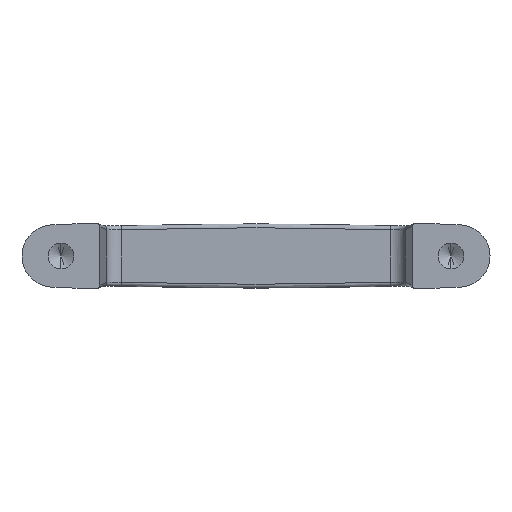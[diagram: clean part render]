
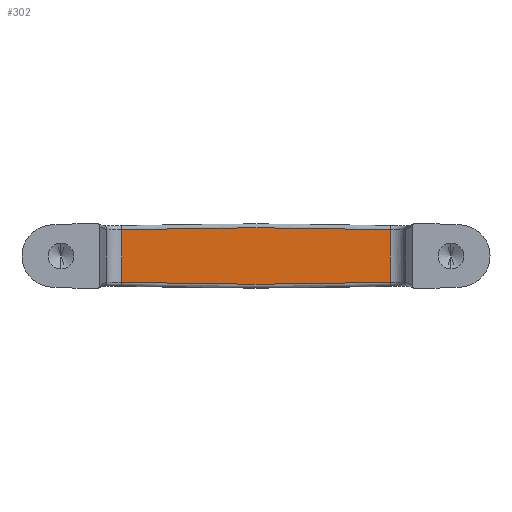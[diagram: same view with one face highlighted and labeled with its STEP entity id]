
A CAD part, front view. The second image highlights one B-rep face of the part: STEP entity #302.
In plain terms, the highlighted planar face has unit normal (0, -1, 0).
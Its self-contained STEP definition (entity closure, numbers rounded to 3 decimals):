
#279 = ORIENTED_EDGE ( 'NONE', *, *, #280, .T. ) ;
#280 = EDGE_CURVE ( 'NONE', #307, #281, #1435, .T. ) ;
#281 = VERTEX_POINT ( 'NONE', #1427 ) ;
#282 = ORIENTED_EDGE ( 'NONE', *, *, #283, .T. ) ;
#283 = EDGE_CURVE ( 'NONE', #281, #284, #1387, .T. ) ;
#284 = VERTEX_POINT ( 'NONE', #1388 ) ;
#285 = ORIENTED_EDGE ( 'NONE', *, *, #286, .T. ) ;
#286 = EDGE_CURVE ( 'NONE', #284, #306, #1505, .T. ) ;
#302 = ADVANCED_FACE ( 'NONE', ( #1338 ), #1441, .F. ) ;
#303 = EDGE_LOOP ( 'NONE', ( #304, #279, #282, #285 ) ) ;
#304 = ORIENTED_EDGE ( 'NONE', *, *, #305, .T. ) ;
#305 = EDGE_CURVE ( 'NONE', #306, #307, #1333, .T. ) ;
#306 = VERTEX_POINT ( 'NONE', #1381 ) ;
#307 = VERTEX_POINT ( 'NONE', #1380 ) ;
#1333 = LINE ( 'NONE', #1436, #1383 ) ;
#1338 = FACE_OUTER_BOUND ( 'NONE', #303, .T. ) ;
#1380 = CARTESIAN_POINT ( 'NONE',  ( -34.363, 21., -6.754 ) ) ;
#1381 = CARTESIAN_POINT ( 'NONE',  ( -34.363, 21., 6.754 ) ) ;
#1382 = DIRECTION ( 'NONE',  ( 0., 0., -1. ) ) ;
#1383 = VECTOR ( 'NONE', #1382, 1000. ) ;
#1384 = DIRECTION ( 'NONE',  ( 0., 0., 1. ) ) ;
#1385 = VECTOR ( 'NONE', #1384, 1000. ) ;
#1386 = CARTESIAN_POINT ( 'NONE',  ( 34.363, 21., 7.686 ) ) ;
#1387 = LINE ( 'NONE', #1386, #1385 ) ;
#1388 = CARTESIAN_POINT ( 'NONE',  ( 34.363, 21., 6.754 ) ) ;
#1389 = CARTESIAN_POINT ( 'NONE',  ( -34.363, 21., 6.754 ) ) ;
#1390 = CARTESIAN_POINT ( 'NONE',  ( -11.459, 21., 7.41 ) ) ;
#1391 = CARTESIAN_POINT ( 'NONE',  ( 11.459, 21., 7.41 ) ) ;
#1392 = CARTESIAN_POINT ( 'NONE',  ( 34.363, 21., 6.754 ) ) ;
#1393 = CARTESIAN_POINT ( 'NONE',  ( -11.459, 21., -7.41 ) ) ;
#1394 = CARTESIAN_POINT ( 'NONE',  ( -34.363, 21., -6.754 ) ) ;
#1427 = CARTESIAN_POINT ( 'NONE',  ( 34.363, 21., -6.754 ) ) ;
#1435 = B_SPLINE_CURVE_WITH_KNOTS ( 'NONE', 3,
 ( #1394, #1393, #1512, #1540 ),
 .UNSPECIFIED., .F., .F.,
 ( 4, 4 ),
 ( 0., 0.069 ),
 .UNSPECIFIED. ) ;
#1436 = CARTESIAN_POINT ( 'NONE',  ( -34.363, 21., -7.686 ) ) ;
#1437 = DIRECTION ( 'NONE',  ( 0., 0., 1. ) ) ;
#1438 = DIRECTION ( 'NONE',  ( 0., 1., 0. ) ) ;
#1439 = CARTESIAN_POINT ( 'NONE',  ( 38., 21., -15. ) ) ;
#1440 = AXIS2_PLACEMENT_3D ( 'NONE', #1439, #1438, #1437 ) ;
#1441 = PLANE ( 'NONE',  #1440 ) ;
#1505 = B_SPLINE_CURVE_WITH_KNOTS ( 'NONE', 3,
 ( #1392, #1391, #1390, #1389 ),
 .UNSPECIFIED., .F., .F.,
 ( 4, 4 ),
 ( 0., 0.069 ),
 .UNSPECIFIED. ) ;
#1512 = CARTESIAN_POINT ( 'NONE',  ( 11.459, 21., -7.41 ) ) ;
#1540 = CARTESIAN_POINT ( 'NONE',  ( 34.363, 21., -6.754 ) ) ;
